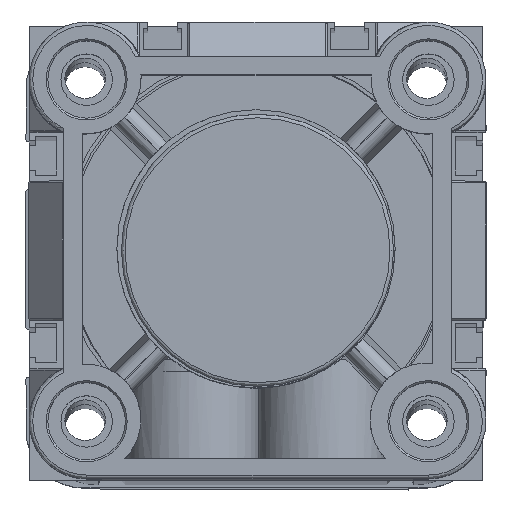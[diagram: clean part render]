
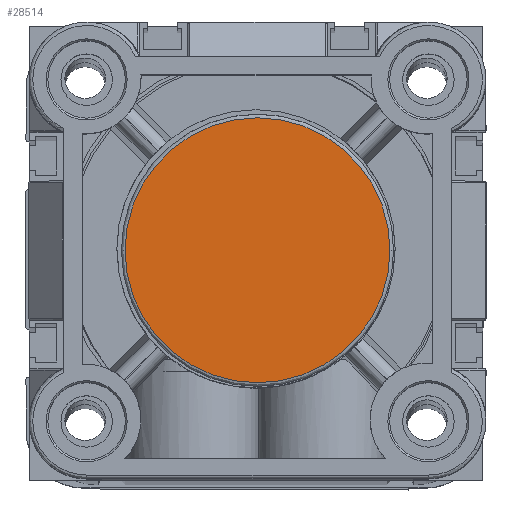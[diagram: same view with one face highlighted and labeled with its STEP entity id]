
A CAD part, top view. The second image highlights one B-rep face of the part: STEP entity #28514.
In plain terms, the highlighted face is planar.
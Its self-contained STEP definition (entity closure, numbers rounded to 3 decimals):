
#356 = CARTESIAN_POINT ( 'NONE',  ( 32., 32., -3.95 ) ) ;
#949 = EDGE_CURVE ( 'NONE', #15893, #9173, #31819, .T. ) ;
#3439 = AXIS2_PLACEMENT_3D ( 'NONE', #21041, #31479, #15890 ) ;
#4330 = ORIENTED_EDGE ( 'NONE', *, *, #949, .T. ) ;
#5404 = EDGE_CURVE ( 'NONE', #9173, #15893, #29167, .T. ) ;
#5534 = CARTESIAN_POINT ( 'NONE',  ( 10.1, 32., -3.95 ) ) ;
#7543 = DIRECTION ( 'NONE',  ( 0., 0., -1. ) ) ;
#8089 = CARTESIAN_POINT ( 'NONE',  ( 53.9, 32., -3.95 ) ) ;
#8538 = DIRECTION ( 'NONE',  ( 1., 0., 0. ) ) ;
#9173 = VERTEX_POINT ( 'NONE', #5534 ) ;
#9860 = ORIENTED_EDGE ( 'NONE', *, *, #5404, .T. ) ;
#11400 = AXIS2_PLACEMENT_3D ( 'NONE', #28559, #12989, #31171 ) ;
#12989 = DIRECTION ( 'NONE',  ( 0., 0., -1. ) ) ;
#13296 = PLANE ( 'NONE',  #3439 ) ;
#15890 = DIRECTION ( 'NONE',  ( 1., 0., 0. ) ) ;
#15893 = VERTEX_POINT ( 'NONE', #8089 ) ;
#19075 = AXIS2_PLACEMENT_3D ( 'NONE', #356, #7543, #8538 ) ;
#19460 = EDGE_LOOP ( 'NONE', ( #4330, #9860 ) ) ;
#21041 = CARTESIAN_POINT ( 'NONE',  ( 0., 0., -3.95 ) ) ;
#28514 = ADVANCED_FACE ( 'NONE', ( #33424 ), #13296, .F. ) ;
#28559 = CARTESIAN_POINT ( 'NONE',  ( 32., 32., -3.95 ) ) ;
#29167 = CIRCLE ( 'NONE', #11400, 21.9 ) ;
#31171 = DIRECTION ( 'NONE',  ( 1., 0., 0. ) ) ;
#31479 = DIRECTION ( 'NONE',  ( 0., 0., 1. ) ) ;
#31819 = CIRCLE ( 'NONE', #19075, 21.9 ) ;
#33424 = FACE_OUTER_BOUND ( 'NONE', #19460, .T. ) ;
